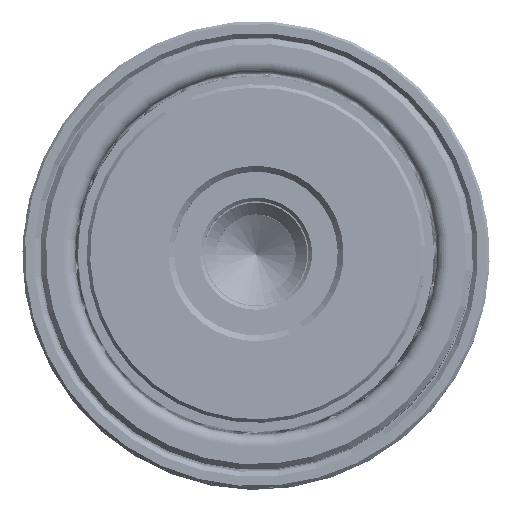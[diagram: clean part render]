
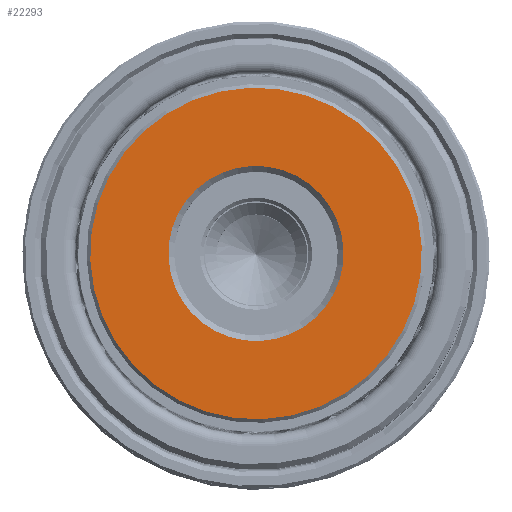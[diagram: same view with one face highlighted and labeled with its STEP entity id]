
A CAD part, top view. The second image highlights one B-rep face of the part: STEP entity #22293.
In plain terms, the highlighted face is planar.
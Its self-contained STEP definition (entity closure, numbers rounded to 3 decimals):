
#1033 = DIRECTION ( 'NONE',  ( 0., 0., 1. ) ) ;
#1661 = PLANE ( 'NONE',  #11469 ) ;
#3290 = EDGE_CURVE ( 'NONE', #37187, #20013, #3777, .T. ) ;
#3602 = EDGE_CURVE ( 'NONE', #31029, #17820, #19256, .T. ) ;
#3777 = CIRCLE ( 'NONE', #22711, 7.5 ) ;
#4227 = CARTESIAN_POINT ( 'NONE',  ( 0., 0., 0. ) ) ;
#4255 = CARTESIAN_POINT ( 'NONE',  ( 0., 0., 0. ) ) ;
#5203 = DIRECTION ( 'NONE',  ( 0., 0., 1. ) ) ;
#5929 = EDGE_CURVE ( 'NONE', #20013, #37187, #40463, .T. ) ;
#7799 = DIRECTION ( 'NONE',  ( 1., 0., 0. ) ) ;
#10522 = FACE_BOUND ( 'NONE', #20799, .T. ) ;
#11469 = AXIS2_PLACEMENT_3D ( 'NONE', #43674, #5203, #29806 ) ;
#11646 = FACE_OUTER_BOUND ( 'NONE', #43580, .T. ) ;
#13239 = CARTESIAN_POINT ( 'NONE',  ( -7.5, 0., 0. ) ) ;
#13567 = ORIENTED_EDGE ( 'NONE', *, *, #24557, .T. ) ;
#14294 = ORIENTED_EDGE ( 'NONE', *, *, #5929, .T. ) ;
#15079 = AXIS2_PLACEMENT_3D ( 'NONE', #4227, #28830, #7799 ) ;
#16607 = ORIENTED_EDGE ( 'NONE', *, *, #3602, .T. ) ;
#16854 = AXIS2_PLACEMENT_3D ( 'NONE', #22175, #1033, #25639 ) ;
#17820 = VERTEX_POINT ( 'NONE', #18955 ) ;
#18955 = CARTESIAN_POINT ( 'NONE',  ( 14.2, 0., 0. ) ) ;
#19256 = CIRCLE ( 'NONE', #43748, 14.2 ) ;
#19867 = ORIENTED_EDGE ( 'NONE', *, *, #3290, .T. ) ;
#20013 = VERTEX_POINT ( 'NONE', #13239 ) ;
#20390 = CIRCLE ( 'NONE', #15079, 14.2 ) ;
#20799 = EDGE_LOOP ( 'NONE', ( #14294, #19867 ) ) ;
#22175 = CARTESIAN_POINT ( 'NONE',  ( 0., 0., 0. ) ) ;
#22293 = ADVANCED_FACE ( 'NONE', ( #11646, #10522 ), #1661, .F. ) ;
#22711 = AXIS2_PLACEMENT_3D ( 'NONE', #4255, #42392, #28258 ) ;
#24557 = EDGE_CURVE ( 'NONE', #17820, #31029, #20390, .T. ) ;
#25639 = DIRECTION ( 'NONE',  ( 1., 0., 0. ) ) ;
#28258 = DIRECTION ( 'NONE',  ( 1., 0., 0. ) ) ;
#28830 = DIRECTION ( 'NONE',  ( 0., 0., -1. ) ) ;
#29306 = DIRECTION ( 'NONE',  ( 0., 0., -1. ) ) ;
#29451 = DIRECTION ( 'NONE',  ( 1., 0., 0. ) ) ;
#29806 = DIRECTION ( 'NONE',  ( 1., 0., 0. ) ) ;
#31012 = CARTESIAN_POINT ( 'NONE',  ( 0., 0., 0. ) ) ;
#31029 = VERTEX_POINT ( 'NONE', #43152 ) ;
#31036 = CARTESIAN_POINT ( 'NONE',  ( 7.5, 0., 0. ) ) ;
#37187 = VERTEX_POINT ( 'NONE', #31036 ) ;
#40463 = CIRCLE ( 'NONE', #16854, 7.5 ) ;
#42392 = DIRECTION ( 'NONE',  ( 0., 0., 1. ) ) ;
#43152 = CARTESIAN_POINT ( 'NONE',  ( -14.2, 0., 0. ) ) ;
#43580 = EDGE_LOOP ( 'NONE', ( #13567, #16607 ) ) ;
#43674 = CARTESIAN_POINT ( 'NONE',  ( 0., 0., 0. ) ) ;
#43748 = AXIS2_PLACEMENT_3D ( 'NONE', #31012, #29306, #29451 ) ;
